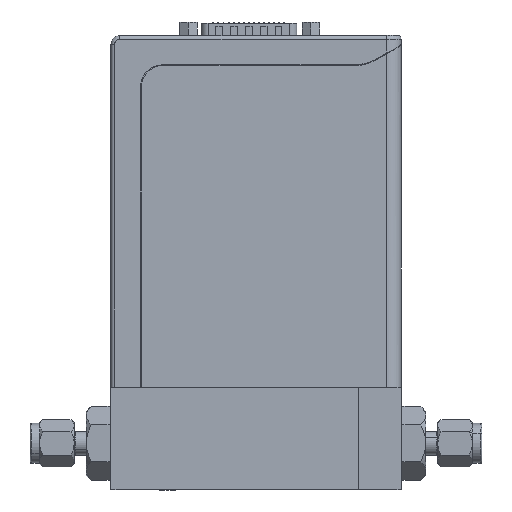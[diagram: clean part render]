
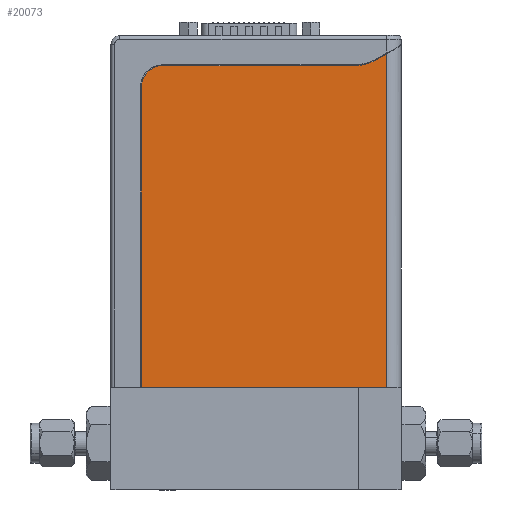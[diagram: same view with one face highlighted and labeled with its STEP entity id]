
A CAD part, left-side view. The second image highlights one B-rep face of the part: STEP entity #20073.
In plain terms, the highlighted planar face has unit normal (-1, 0, 0).
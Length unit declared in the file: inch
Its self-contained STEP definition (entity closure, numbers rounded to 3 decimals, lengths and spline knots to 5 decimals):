
#547 = ORIENTED_EDGE ( 'NONE', *, *, #2400, .F. ) ;
#888 = DIRECTION ( 'NONE',  ( 0., 0., 1. ) ) ;
#972 = ORIENTED_EDGE ( 'NONE', *, *, #12967, .F. ) ;
#1688 = EDGE_CURVE ( 'NONE', #11240, #3568, #8371, .T. ) ;
#1732 = EDGE_CURVE ( 'NONE', #12026, #8605, #15877, .T. ) ;
#2400 = EDGE_CURVE ( 'NONE', #16419, #13873, #4296, .T. ) ;
#2777 = VECTOR ( 'NONE', #7651, 39.37008 ) ;
#3568 = VERTEX_POINT ( 'NONE', #8243 ) ;
#3652 = CIRCLE ( 'NONE', #10196, 0.22835 ) ;
#3857 = ORIENTED_EDGE ( 'NONE', *, *, #1688, .F. ) ;
#4058 = DIRECTION ( 'NONE',  ( 1., 0., 0. ) ) ;
#4296 = LINE ( 'NONE', #4760, #12332 ) ;
#4760 = CARTESIAN_POINT ( 'NONE',  ( -1.12106, 2.10236, 4.55118 ) ) ;
#5156 = CARTESIAN_POINT ( 'NONE',  ( -1.12106, 0.04495, 5.02362 ) ) ;
#6026 = CARTESIAN_POINT ( 'NONE',  ( -1.12106, -0.29528, 4.76544 ) ) ;
#6553 = CARTESIAN_POINT ( 'NONE',  ( -1.12106, 2.33071, 1.10236 ) ) ;
#6771 = DIRECTION ( 'NONE',  ( 0., 0., 1. ) ) ;
#7078 = ORIENTED_EDGE ( 'NONE', *, *, #10448, .F. ) ;
#7328 = LINE ( 'NONE', #10363, #19629 ) ;
#7651 = DIRECTION ( 'NONE',  ( 0., 0., -1. ) ) ;
#7702 = CIRCLE ( 'NONE', #17685, 0.47244 ) ;
#7852 = VECTOR ( 'NONE', #16223, 39.37008 ) ;
#8243 = CARTESIAN_POINT ( 'NONE',  ( -1.12106, 2.33071, 4.32283 ) ) ;
#8294 = EDGE_CURVE ( 'NONE', #13873, #12026, #7702, .T. ) ;
#8371 = LINE ( 'NONE', #14581, #7852 ) ;
#8605 = VERTEX_POINT ( 'NONE', #13961 ) ;
#9935 = CARTESIAN_POINT ( 'NONE',  ( -1.12106, -0.19127, 4.61448 ) ) ;
#10128 = ORIENTED_EDGE ( 'NONE', *, *, #1732, .F. ) ;
#10196 = AXIS2_PLACEMENT_3D ( 'NONE', #20110, #10509, #888 ) ;
#10363 = CARTESIAN_POINT ( 'NONE',  ( -1.12106, -0.45276, 1.10236 ) ) ;
#10448 = EDGE_CURVE ( 'NONE', #3568, #16419, #3652, .T. ) ;
#10509 = DIRECTION ( 'NONE',  ( 1., 0., 0. ) ) ;
#11128 = VECTOR ( 'NONE', #13113, 39.37008 ) ;
#11182 = CARTESIAN_POINT ( 'NONE',  ( -1.12106, 2.10236, 4.55118 ) ) ;
#11240 = VERTEX_POINT ( 'NONE', #6553 ) ;
#11439 = FACE_OUTER_BOUND ( 'NONE', #13502, .T. ) ;
#11953 = DIRECTION ( 'NONE',  ( 0., -1., 0. ) ) ;
#11996 = PLANE ( 'NONE',  #16204 ) ;
#12026 = VERTEX_POINT ( 'NONE', #18869 ) ;
#12068 = CARTESIAN_POINT ( 'NONE',  ( -1.12106, 2.10236, 4.32283 ) ) ;
#12332 = VECTOR ( 'NONE', #17699, 39.37008 ) ;
#12557 = CARTESIAN_POINT ( 'NONE',  ( -1.12106, -0.29528, 1.10236 ) ) ;
#12967 = EDGE_CURVE ( 'NONE', #8605, #17485, #15569, .T. ) ;
#13113 = DIRECTION ( 'NONE',  ( 0., -0.866, 0.5 ) ) ;
#13502 = EDGE_LOOP ( 'NONE', ( #972, #10128, #13543, #547, #7078, #3857, #19074 ) ) ;
#13543 = ORIENTED_EDGE ( 'NONE', *, *, #8294, .F. ) ;
#13873 = VERTEX_POINT ( 'NONE', #17119 ) ;
#13961 = CARTESIAN_POINT ( 'NONE',  ( -1.12106, -0.29528, 4.67452 ) ) ;
#14581 = CARTESIAN_POINT ( 'NONE',  ( -1.12106, 2.33071, 4.32283 ) ) ;
#15275 = DIRECTION ( 'NONE',  ( 0., 0., -1. ) ) ;
#15569 = LINE ( 'NONE', #6026, #2777 ) ;
#15877 = LINE ( 'NONE', #9935, #11128 ) ;
#16204 = AXIS2_PLACEMENT_3D ( 'NONE', #12068, #4058, #15275 ) ;
#16221 = EDGE_CURVE ( 'NONE', #11240, #17485, #7328, .T. ) ;
#16223 = DIRECTION ( 'NONE',  ( 0., 0., 1. ) ) ;
#16390 = DIRECTION ( 'NONE',  ( -1., 0., 0. ) ) ;
#16419 = VERTEX_POINT ( 'NONE', #11182 ) ;
#17119 = CARTESIAN_POINT ( 'NONE',  ( -1.12106, 0.04495, 4.55118 ) ) ;
#17485 = VERTEX_POINT ( 'NONE', #12557 ) ;
#17685 = AXIS2_PLACEMENT_3D ( 'NONE', #5156, #16390, #6771 ) ;
#17699 = DIRECTION ( 'NONE',  ( 0., -1., 0. ) ) ;
#18869 = CARTESIAN_POINT ( 'NONE',  ( -1.12106, -0.19127, 4.61448 ) ) ;
#19074 = ORIENTED_EDGE ( 'NONE', *, *, #16221, .T. ) ;
#19629 = VECTOR ( 'NONE', #11953, 39.37008 ) ;
#20073 = ADVANCED_FACE ( 'NONE', ( #11439 ), #11996, .F. ) ;
#20110 = CARTESIAN_POINT ( 'NONE',  ( -1.12106, 2.10236, 4.32283 ) ) ;
